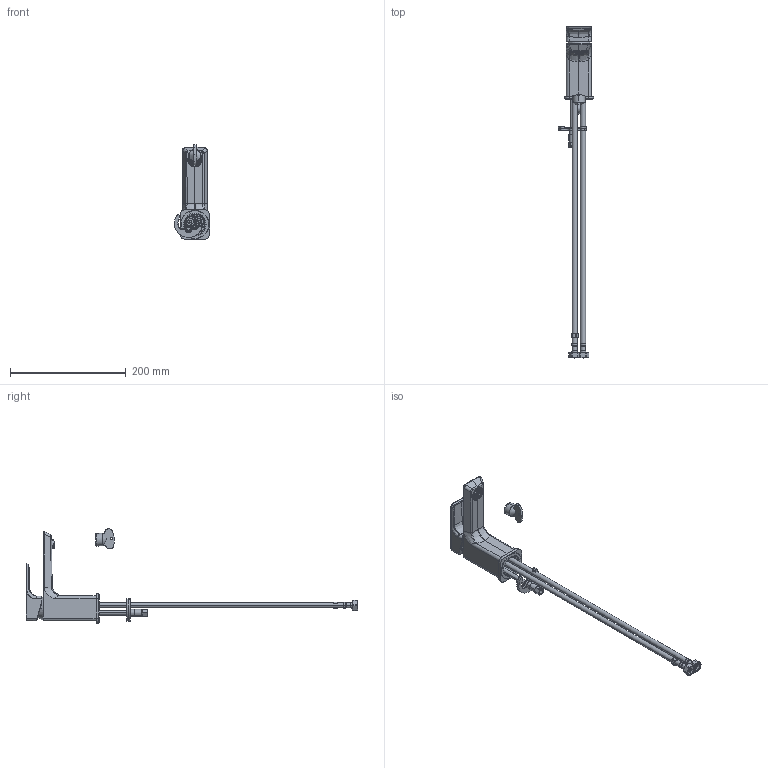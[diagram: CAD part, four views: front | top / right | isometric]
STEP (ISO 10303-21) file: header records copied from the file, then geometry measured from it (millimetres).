
FILE_DESCRIPTION((''),'2;1');
FILE_NAME('205-S-SUBWAY_ASM','2023-06-01T',('DavideC'),('YOUR_COMPANY_NAME'),'CREO PARAMETRIC BY PTC INC, 2014350','CREO PARAMETRIC BY PTC INC, 2014350','');
FILE_SCHEMA(('CONFIG_CONTROL_DESIGN'));
Products named in the file (32): 6502; 6503_1_AF0; 3524; K35OP_A_TALP_1_1; K35OP_HWS_HAZ_1_1_AF0; K35OP_HWS_KARTARTO_1_1; STIFT_1_1; M_KAR2_HWS_1_1; HERNYOCSAVAR_1_1; KN35_HWS_GYURU_1_1; O_GYURU_32X2_AF0_1_1; O_GYURU_9_25X1_75_AF0_1_1; O_GYURU_9_25X1_75_AF1_1_1; K35-OP-KEROX_AF0_ASM; 3359_AF0; 3923_AF0; 1503; A1454-6501; AC53G5682ASSSLC1_2NE; ACGRANO5X4PC; 4248; O-RING_28X2_2SILN_AF0; AC45AE9505SPNE; AM190N; AC53R4682LCACH; TO53CCTIR-OT8; FLANGIA-SAGOMATA-1-FORO-H4; GOMMA-SAGOMATA-1-FORO; ACTIRFZ100; AC64CC957-490T_ASM; AC53R4CLIP; 205-S-SUBWAY_ASM
Assembly tree (32 placements, depth 3):
  205-S-SUBWAY_ASM
    6502
    6503_1_AF0
    3524
    K35-OP-KEROX_AF0_ASM
      K35OP_A_TALP_1_1
      K35OP_HWS_HAZ_1_1_AF0
      K35OP_HWS_KARTARTO_1_1
      STIFT_1_1
      M_KAR2_HWS_1_1
      HERNYOCSAVAR_1_1
      KN35_HWS_GYURU_1_1
      O_GYURU_32X2_AF0_1_1
      O_GYURU_9_25X1_75_AF0_1_1
      O_GYURU_9_25X1_75_AF1_1_1
    3359_AF0
    3923_AF0
    1503
    A1454-6501
    AC53G5682ASSSLC1_2NE
    ACGRANO5X4PC
    4248
    O-RING_28X2_2SILN_AF0
    AC45AE9505SPNE  x2
    AM190N
    AC53R4682LCACH
    AC64CC957-490T_ASM
      TO53CCTIR-OT8
      FLANGIA-SAGOMATA-1-FORO-H4
      GOMMA-SAGOMATA-1-FORO
      ACTIRFZ100
    AC53R4CLIP
Bounding box: 60.75 x 574.05 x 163.36 mm (x, y, z)
Volume: 248406.7 mm3; surface area: 171119.5 mm2
Topology: 30 solids, 44 shells, 3498 faces, 9585 edges, 6118 vertices
Faces by surface type: plane 1821, cylinder 899, bspline 286, cone 228, torus 182, sphere 60, revolution 18, extrusion 4
Entity records: 158234 total; most frequent: CARTESIAN_POINT 41184, ORIENTED_EDGE 18706, DIRECTION 17685, EDGE_CURVE 9380, PRESENTATION_STYLE_ASSIGNMENT 9072, STYLED_ITEM 8880, CURVE_STYLE 8698, AXIS2_PLACEMENT_3D 6172
